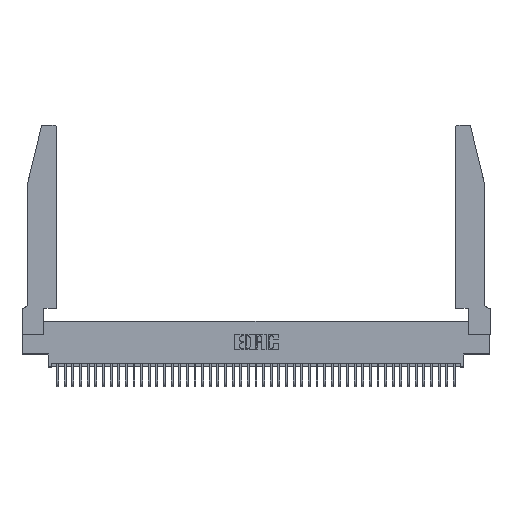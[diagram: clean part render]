
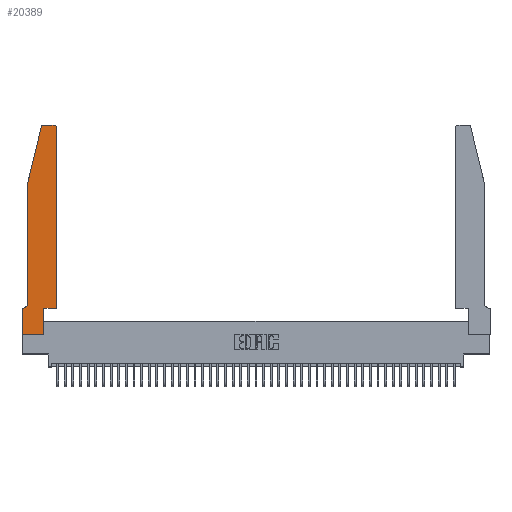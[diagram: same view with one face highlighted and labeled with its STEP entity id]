
A CAD part, top view. The second image highlights one B-rep face of the part: STEP entity #20389.
In plain terms, the highlighted planar face has unit normal (0, 0, 1).
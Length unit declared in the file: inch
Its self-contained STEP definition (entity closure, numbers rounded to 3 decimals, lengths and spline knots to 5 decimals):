
#340 = EDGE_CURVE ( 'NONE', #33303, #2460, #39013, .T. ) ;
#1850 = LINE ( 'NONE', #33357, #9793 ) ;
#2460 = VERTEX_POINT ( 'NONE', #13112 ) ;
#3554 = LINE ( 'NONE', #13924, #39222 ) ;
#3975 = CARTESIAN_POINT ( 'NONE',  ( 0.2865, 0.35, 0.37 ) ) ;
#4407 = ORIENTED_EDGE ( 'NONE', *, *, #42536, .T. ) ;
#4528 = EDGE_CURVE ( 'NONE', #14496, #32021, #37209, .T. ) ;
#4967 = ORIENTED_EDGE ( 'NONE', *, *, #14597, .T. ) ;
#5479 = CARTESIAN_POINT ( 'NONE',  ( 0.284, 2.75, 0.37 ) ) ;
#6139 = ORIENTED_EDGE ( 'NONE', *, *, #41914, .T. ) ;
#7085 = PLANE ( 'NONE',  #40039 ) ;
#7631 = VERTEX_POINT ( 'NONE', #9433 ) ;
#7956 = DIRECTION ( 'NONE',  ( 0., 0., 1. ) ) ;
#8038 = ORIENTED_EDGE ( 'NONE', *, *, #14346, .T. ) ;
#9243 = LINE ( 'NONE', #34670, #35984 ) ;
#9433 = CARTESIAN_POINT ( 'NONE',  ( 0., 0., 0.37 ) ) ;
#9793 = VECTOR ( 'NONE', #16746, 39.37008 ) ;
#9867 = CARTESIAN_POINT ( 'NONE',  ( 0.25487, 2.72718, 0.37 ) ) ;
#10065 = CARTESIAN_POINT ( 'NONE',  ( 0., 0., 0.37 ) ) ;
#10162 = CARTESIAN_POINT ( 'NONE',  ( 0.0055, 0.42, 0.37 ) ) ;
#10651 = EDGE_LOOP ( 'NONE', ( #12428, #22267, #36287, #6139, #38473, #4967, #28644, #36484, #4407, #37447, #8038, #36302 ) ) ;
#10866 = CARTESIAN_POINT ( 'NONE',  ( 0.4505, 2.72, 0.37 ) ) ;
#11543 = VERTEX_POINT ( 'NONE', #30060 ) ;
#11580 = AXIS2_PLACEMENT_3D ( 'NONE', #10162, #33604, #13571 ) ;
#11704 = VERTEX_POINT ( 'NONE', #40632 ) ;
#11733 = DIRECTION ( 'NONE',  ( -0.239, -0.971, 0. ) ) ;
#12426 = VERTEX_POINT ( 'NONE', #12884 ) ;
#12428 = ORIENTED_EDGE ( 'NONE', *, *, #30349, .T. ) ;
#12465 = CARTESIAN_POINT ( 'NONE',  ( 0.0055, 0.35, 0.37 ) ) ;
#12810 = DIRECTION ( 'NONE',  ( 1., 0., 0. ) ) ;
#12884 = CARTESIAN_POINT ( 'NONE',  ( 0., 0.35, 0.37 ) ) ;
#12904 = LINE ( 'NONE', #38092, #29673 ) ;
#13112 = CARTESIAN_POINT ( 'NONE',  ( 0.4205, 2.75, 0.37 ) ) ;
#13287 = LINE ( 'NONE', #21937, #30058 ) ;
#13413 = LINE ( 'NONE', #10065, #30180 ) ;
#13529 = VECTOR ( 'NONE', #11733, 39.37008 ) ;
#13571 = DIRECTION ( 'NONE',  ( -1., 0., 0. ) ) ;
#13924 = CARTESIAN_POINT ( 'NONE',  ( 0.2605, 2.75, 0.37 ) ) ;
#14142 = VERTEX_POINT ( 'NONE', #5479 ) ;
#14346 = EDGE_CURVE ( 'NONE', #32021, #33303, #1850, .T. ) ;
#14496 = VERTEX_POINT ( 'NONE', #3975 ) ;
#14528 = DIRECTION ( 'NONE',  ( 1., 0., 0. ) ) ;
#14597 = EDGE_CURVE ( 'NONE', #42618, #12426, #9243, .T. ) ;
#14716 = DIRECTION ( 'NONE',  ( 0., 0., 1. ) ) ;
#16443 = EDGE_CURVE ( 'NONE', #24560, #11704, #29247, .T. ) ;
#16746 = DIRECTION ( 'NONE',  ( 0., 1., 0. ) ) ;
#18849 = DIRECTION ( 'NONE',  ( 0., 1., 0. ) ) ;
#20389 = ADVANCED_FACE ( 'NONE', ( #29917 ), #7085, .T. ) ;
#20543 = CARTESIAN_POINT ( 'NONE',  ( 0.0755, 0.42, 0.37 ) ) ;
#21062 = CIRCLE ( 'NONE', #30479, 0.03 ) ;
#21937 = CARTESIAN_POINT ( 'NONE',  ( 0.0755, 2., 0.37 ) ) ;
#22267 = ORIENTED_EDGE ( 'NONE', *, *, #26644, .T. ) ;
#23931 = EDGE_CURVE ( 'NONE', #12426, #7631, #13413, .T. ) ;
#24560 = VERTEX_POINT ( 'NONE', #9867 ) ;
#24608 = EDGE_CURVE ( 'NONE', #28864, #42618, #40493, .T. ) ;
#24636 = DIRECTION ( 'NONE',  ( -1., 0., 0. ) ) ;
#25313 = DIRECTION ( 'NONE',  ( 0., -1., 0. ) ) ;
#26644 = EDGE_CURVE ( 'NONE', #14142, #24560, #21062, .T. ) ;
#27425 = CARTESIAN_POINT ( 'NONE',  ( 0.4505, 0.35, 0.37 ) ) ;
#28114 = CARTESIAN_POINT ( 'NONE',  ( 0.4205, 2.72, 0.37 ) ) ;
#28644 = ORIENTED_EDGE ( 'NONE', *, *, #23931, .T. ) ;
#28864 = VERTEX_POINT ( 'NONE', #20543 ) ;
#29247 = LINE ( 'NONE', #31823, #13529 ) ;
#29673 = VECTOR ( 'NONE', #31407, 39.37008 ) ;
#29917 = FACE_OUTER_BOUND ( 'NONE', #10651, .T. ) ;
#30058 = VECTOR ( 'NONE', #25313, 39.37008 ) ;
#30060 = CARTESIAN_POINT ( 'NONE',  ( 0.2865, 0., 0.37 ) ) ;
#30180 = VECTOR ( 'NONE', #33515, 39.37008 ) ;
#30349 = EDGE_CURVE ( 'NONE', #2460, #14142, #3554, .T. ) ;
#30479 = AXIS2_PLACEMENT_3D ( 'NONE', #34729, #14716, #38071 ) ;
#30528 = VECTOR ( 'NONE', #18849, 39.37008 ) ;
#30612 = CARTESIAN_POINT ( 'NONE',  ( 0., 0.35, 0.37 ) ) ;
#31407 = DIRECTION ( 'NONE',  ( 1., 0., 0. ) ) ;
#31463 = DIRECTION ( 'NONE',  ( 1., 0., 0. ) ) ;
#31823 = CARTESIAN_POINT ( 'NONE',  ( 0.0755, 2., 0.37 ) ) ;
#32021 = VERTEX_POINT ( 'NONE', #27425 ) ;
#32872 = CARTESIAN_POINT ( 'NONE',  ( 0.4505, 0.35, 0.37 ) ) ;
#33303 = VERTEX_POINT ( 'NONE', #10866 ) ;
#33357 = CARTESIAN_POINT ( 'NONE',  ( 0.4505, 0.35, 0.37 ) ) ;
#33515 = DIRECTION ( 'NONE',  ( 0., -1., 0. ) ) ;
#33604 = DIRECTION ( 'NONE',  ( 0., 0., -1. ) ) ;
#33939 = DIRECTION ( 'NONE',  ( 0., 0., 1. ) ) ;
#33950 = DIRECTION ( 'NONE',  ( -1., 0., 0. ) ) ;
#34670 = CARTESIAN_POINT ( 'NONE',  ( 0.0755, 0.35, 0.37 ) ) ;
#34729 = CARTESIAN_POINT ( 'NONE',  ( 0.284, 2.72, 0.37 ) ) ;
#35459 = CARTESIAN_POINT ( 'NONE',  ( 0.2865, 0.35, 0.37 ) ) ;
#35984 = VECTOR ( 'NONE', #24636, 39.37008 ) ;
#36156 = VECTOR ( 'NONE', #12810, 39.37008 ) ;
#36287 = ORIENTED_EDGE ( 'NONE', *, *, #16443, .T. ) ;
#36302 = ORIENTED_EDGE ( 'NONE', *, *, #340, .T. ) ;
#36484 = ORIENTED_EDGE ( 'NONE', *, *, #40500, .T. ) ;
#37209 = LINE ( 'NONE', #32872, #36156 ) ;
#37447 = ORIENTED_EDGE ( 'NONE', *, *, #4528, .T. ) ;
#38071 = DIRECTION ( 'NONE',  ( 1., 0., 0. ) ) ;
#38092 = CARTESIAN_POINT ( 'NONE',  ( 0., 0., 0.37 ) ) ;
#38473 = ORIENTED_EDGE ( 'NONE', *, *, #24608, .T. ) ;
#39013 = CIRCLE ( 'NONE', #41156, 0.03 ) ;
#39222 = VECTOR ( 'NONE', #33950, 39.37008 ) ;
#40039 = AXIS2_PLACEMENT_3D ( 'NONE', #30612, #33939, #14528 ) ;
#40371 = LINE ( 'NONE', #35459, #30528 ) ;
#40493 = CIRCLE ( 'NONE', #11580, 0.07 ) ;
#40500 = EDGE_CURVE ( 'NONE', #7631, #11543, #12904, .T. ) ;
#40632 = CARTESIAN_POINT ( 'NONE',  ( 0.0755, 2., 0.37 ) ) ;
#41156 = AXIS2_PLACEMENT_3D ( 'NONE', #28114, #7956, #31463 ) ;
#41914 = EDGE_CURVE ( 'NONE', #11704, #28864, #13287, .T. ) ;
#42536 = EDGE_CURVE ( 'NONE', #11543, #14496, #40371, .T. ) ;
#42618 = VERTEX_POINT ( 'NONE', #12465 ) ;
